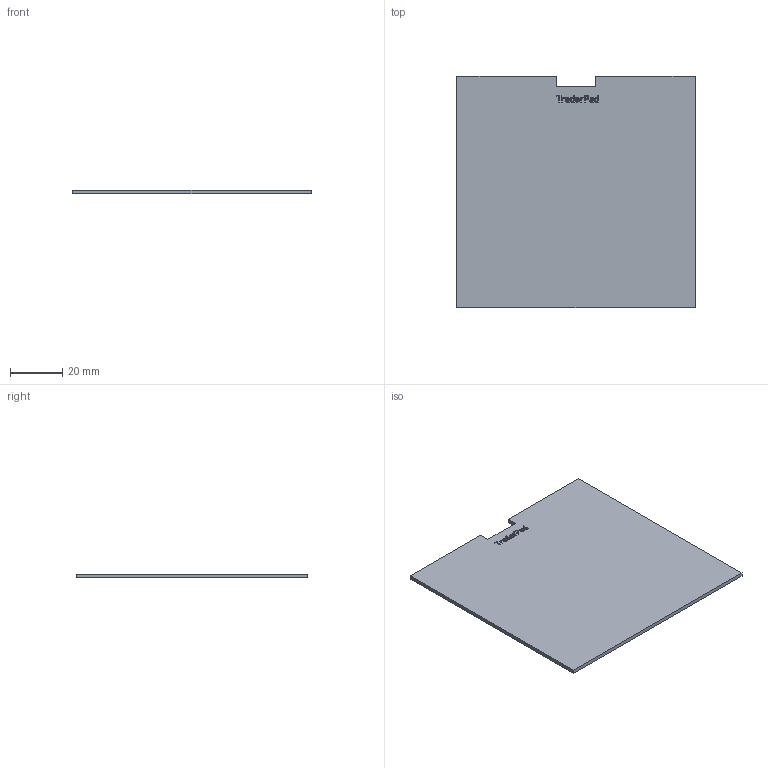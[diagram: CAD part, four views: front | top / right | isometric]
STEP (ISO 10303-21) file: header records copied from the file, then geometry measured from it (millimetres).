
FILE_DESCRIPTION(/* description */ ('','CAx-IF Rec.Pracs.---Representation and Presentation of Product Manufacturing Information (PMI)---4.0---2014-10-13'),/* implementation_level */ '2;1');
FILE_NAME(/* name */ 'bottom_final.step',/* time_stamp */ '2025-02-19T22:53:39+01:00',/* author */ (''),/* organization */ (''),/* preprocessor_version */ 'ST-DEVELOPER v20',/* originating_system */ 'Autodesk Translation Framework v13.20.0.188',/* authorisation */ '');
FILE_SCHEMA (('AP242_MANAGED_MODEL_BASED_3D_ENGINEERING_MIM_LF { 1 0 10303 442 1 1 4 }'));
Length unit declared in the file: millimetre
Products named in the file (1): funcpad_top (1)
Bounding box: 91.5 x 88.8 x 1.5 mm (x, y, z)
Volume: 12095.6 mm3; surface area: 16703.6 mm2
Topology: 1 solids, 2 shells, 213 faces, 611 edges, 404 vertices
Faces by surface type: bspline 120, plane 93
Entity records: 7903 total; most frequent: CARTESIAN_POINT 3239, ORIENTED_EDGE 1182, EDGE_CURVE 591, DIRECTION 539, VERTEX_POINT 394, LINE 351, VECTOR 351, B_SPLINE_CURVE_WITH_KNOTS 240
